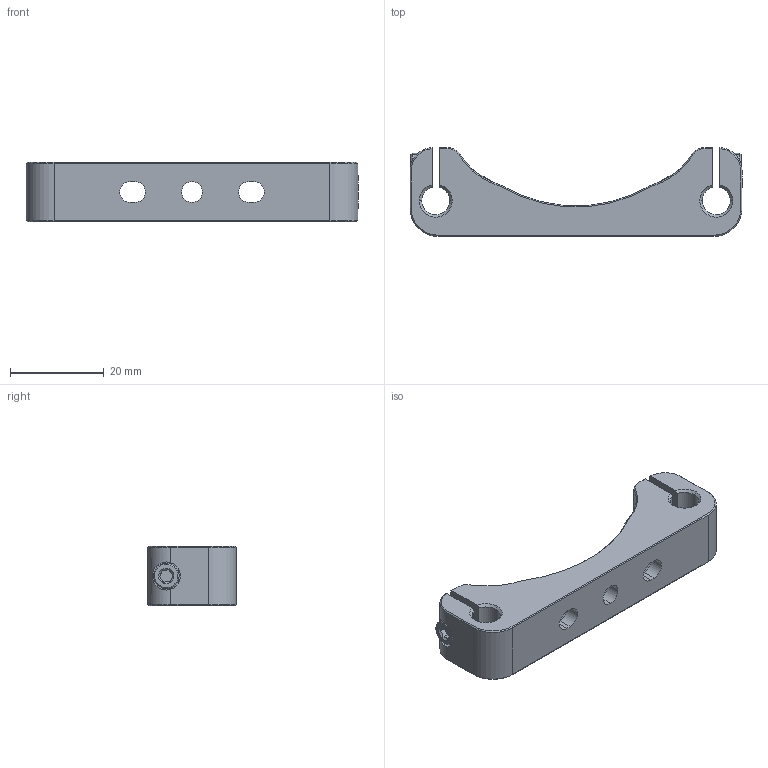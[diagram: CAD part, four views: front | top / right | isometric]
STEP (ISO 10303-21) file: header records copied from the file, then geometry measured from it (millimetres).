
FILE_DESCRIPTION (( 'STEP AP214' ), '1' );
FILE_NAME ('2.4.4.2_LZA-B60_60mm笼式系统支杆安装座，带3个M4沉头孔.STEP', '2021-07-22T02:54:57', ( 'Microsoft' ), ( 'Microsoft' ), 'SwSTEP 2.0', 'SolidWorks 2018', '' );
FILE_SCHEMA (( 'AUTOMOTIVE_DESIGN' ));
Length unit declared in the file: millimetre
Products named in the file (1): 2.4.4.2_LZA-B60_60mm笼式系统支杆安装座，带3个M4沉头孔
Bounding box: 71 x 19 x 12.7 mm (x, y, z)
Surface area: 5342.9 mm2 (no closed solid volume)
Topology: 0 solids, 5 shells, 129 faces, 340 edges, 220 vertices
Faces by surface type: plane 52, cylinder 39, cone 38
Entity records: 5832 total; most frequent: CARTESIAN_POINT 1186, DIRECTION 672, ORIENTED_EDGE 656, EDGE_CURVE 340, AXIS2_PLACEMENT_3D 254, VERTEX_POINT 220, LINE 164, VECTOR 164
